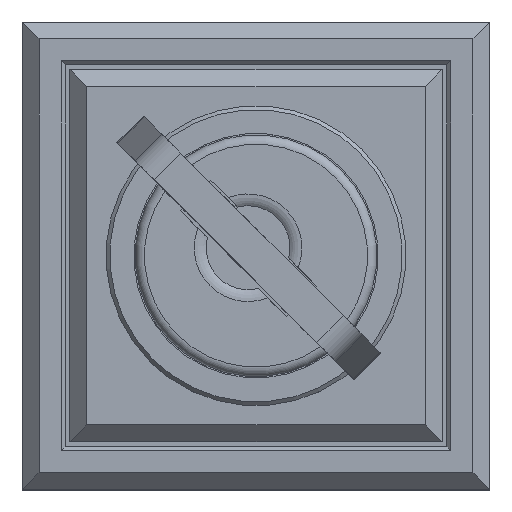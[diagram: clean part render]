
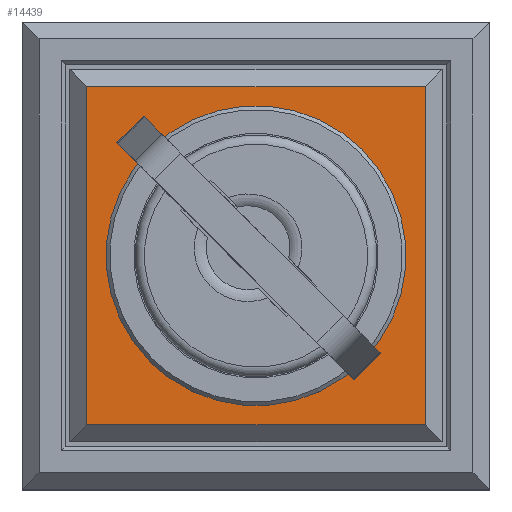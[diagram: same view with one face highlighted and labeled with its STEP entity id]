
A CAD part, top view. The second image highlights one B-rep face of the part: STEP entity #14439.
In plain terms, the highlighted planar face has unit normal (0, 0, 1).
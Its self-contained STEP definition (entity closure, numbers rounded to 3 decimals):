
#137=FACE_BOUND('',#5350,.T.);
#1965=LINE('',#22961,#3848);
#1968=LINE('',#22966,#3851);
#1970=LINE('',#22970,#3853);
#1973=LINE('',#22975,#3856);
#3848=VECTOR('',#18767,10.);
#3851=VECTOR('',#18772,10.);
#3853=VECTOR('',#18776,10.);
#3856=VECTOR('',#18781,10.);
#4588=FACE_OUTER_BOUND('',#5349,.T.);
#5349=EDGE_LOOP('',(#12819,#12820,#12821,#12822));
#5350=EDGE_LOOP('',(#12823));
#5521=CIRCLE('',#15289,8.);
#6861=VERTEX_POINT('',#22950);
#6863=VERTEX_POINT('',#22959);
#6864=VERTEX_POINT('',#22960);
#6865=VERTEX_POINT('',#22965);
#6866=VERTEX_POINT('',#22969);
#8863=EDGE_CURVE('',#6861,#6861,#5521,.T.);
#8867=EDGE_CURVE('',#6863,#6864,#1965,.T.);
#8870=EDGE_CURVE('',#6864,#6865,#1968,.T.);
#8872=EDGE_CURVE('',#6865,#6866,#1970,.T.);
#8875=EDGE_CURVE('',#6866,#6863,#1973,.T.);
#12819=ORIENTED_EDGE('',*,*,#8867,.F.);
#12820=ORIENTED_EDGE('',*,*,#8875,.F.);
#12821=ORIENTED_EDGE('',*,*,#8872,.F.);
#12822=ORIENTED_EDGE('',*,*,#8870,.F.);
#12823=ORIENTED_EDGE('',*,*,#8863,.F.);
#13727=PLANE('',#15298);
#14439=ADVANCED_FACE('',(#4588,#137),#13727,.T.);
#15289=AXIS2_PLACEMENT_3D('',#22951,#18755,#18756);
#15298=AXIS2_PLACEMENT_3D('',#22979,#18786,#18787);
#18755=DIRECTION('center_axis',(0.,0.,1.));
#18756=DIRECTION('ref_axis',(-0.707,0.707,0.));
#18767=DIRECTION('',(1.,0.,0.));
#18772=DIRECTION('',(0.,-1.,0.));
#18776=DIRECTION('',(-1.,0.,0.));
#18781=DIRECTION('',(0.,1.,0.));
#18786=DIRECTION('center_axis',(0.,0.,
1.));
#18787=DIRECTION('ref_axis',(-1.,0.,0.));
#22950=CARTESIAN_POINT('',(5.657,-5.657,5.8));
#22951=CARTESIAN_POINT('Origin',(0.,0.,
5.8));
#22959=CARTESIAN_POINT('',(-9.025,9.025,5.8));
#22960=CARTESIAN_POINT('',(9.025,9.025,5.8));
#22961=CARTESIAN_POINT('',(-4.962,9.025,5.8));
#22965=CARTESIAN_POINT('',(9.025,-9.025,5.8));
#22966=CARTESIAN_POINT('',(9.025,4.962,5.8));
#22969=CARTESIAN_POINT('',(-9.025,-9.025,5.8));
#22970=CARTESIAN_POINT('',(4.962,-9.025,5.8));
#22975=CARTESIAN_POINT('',(-9.025,-4.962,5.8));
#22979=CARTESIAN_POINT('Origin',(0.,0.,
5.8));
